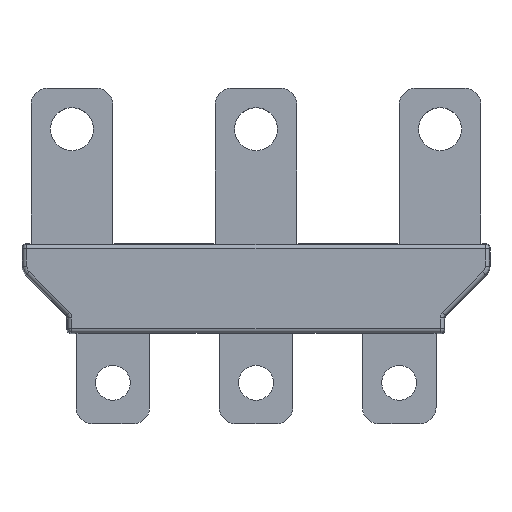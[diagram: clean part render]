
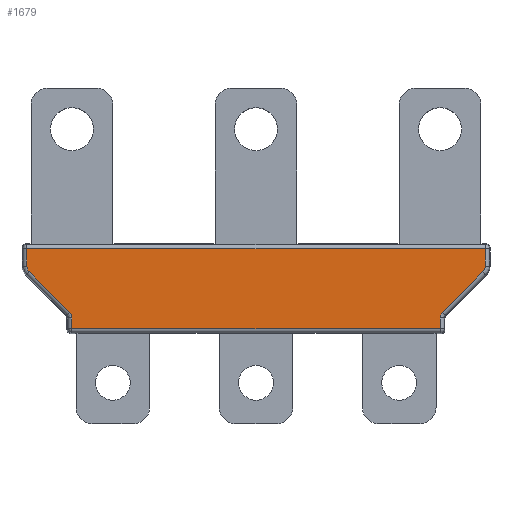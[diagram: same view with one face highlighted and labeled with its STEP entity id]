
A CAD part, top view. The second image highlights one B-rep face of the part: STEP entity #1679.
In plain terms, the highlighted planar face has unit normal (0, 0, 1).
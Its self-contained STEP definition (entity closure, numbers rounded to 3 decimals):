
#350=PLANE('',#6405);
#661=LINE('',#9058,#1183);
#789=LINE('',#9418,#1311);
#790=LINE('',#9419,#1312);
#791=LINE('',#9420,#1313);
#792=LINE('',#9421,#1314);
#793=LINE('',#9422,#1315);
#794=LINE('',#9423,#1316);
#795=LINE('',#9427,#1317);
#1183=VECTOR('',#7168,1.);
#1311=VECTOR('',#7476,1.);
#1312=VECTOR('',#7477,1.);
#1313=VECTOR('',#7478,1.);
#1314=VECTOR('',#7479,1.);
#1315=VECTOR('',#7480,1.);
#1316=VECTOR('',#7481,1.);
#1317=VECTOR('',#7484,1.);
#1679=ADVANCED_FACE('PLAN_FACE7',(#2014),#350,.T.);
#2014=FACE_OUTER_BOUND('',#2301,.T.);
#2301=EDGE_LOOP('',(#3140,#3141,#3142,#3143,#3144,#3145,#3146,#3147,#3148,
#3149,#3150,#3151));
#2535=ELLIPSE('',#6205,2.,2.);
#2540=ELLIPSE('',#6224,2.,2.);
#2541=ELLIPSE('',#6230,2.,2.);
#2598=ELLIPSE('',#6404,2.,2.);
#3140=ORIENTED_EDGE('',*,*,#5210,.T.);
#3141=ORIENTED_EDGE('',*,*,#5375,.T.);
#3142=ORIENTED_EDGE('',*,*,#5039,.T.);
#3143=ORIENTED_EDGE('',*,*,#5376,.T.);
#3144=ORIENTED_EDGE('',*,*,#5012,.T.);
#3145=ORIENTED_EDGE('',*,*,#5377,.T.);
#3146=ORIENTED_EDGE('',*,*,#5378,.T.);
#3147=ORIENTED_EDGE('',*,*,#5379,.T.);
#3148=ORIENTED_EDGE('',*,*,#5034,.T.);
#3149=ORIENTED_EDGE('',*,*,#5380,.T.);
#3150=ORIENTED_EDGE('',*,*,#5381,.T.);
#3151=ORIENTED_EDGE('',*,*,#5382,.T.);
#4365=VERTEX_POINT('',#8573);
#4366=VERTEX_POINT('',#8575);
#4378=VERTEX_POINT('',#8616);
#4383=VERTEX_POINT('',#8626);
#4384=VERTEX_POINT('',#8630);
#4385=VERTEX_POINT('',#8632);
#4387=VERTEX_POINT('',#8648);
#4390=VERTEX_POINT('',#8655);
#4391=VERTEX_POINT('',#8657);
#4540=VERTEX_POINT('',#9057);
#4635=VERTEX_POINT('',#9424);
#4636=VERTEX_POINT('',#9426);
#5012=EDGE_CURVE('',#4366,#4365,#2535,.T.);
#5034=EDGE_CURVE('',#4384,#4385,#2540,.T.);
#5039=EDGE_CURVE('',#4391,#4390,#2541,.T.);
#5210=EDGE_CURVE('',#4378,#4540,#661,.T.);
#5375=EDGE_CURVE('',#4540,#4391,#789,.T.);
#5376=EDGE_CURVE('',#4390,#4366,#790,.T.);
#5377=EDGE_CURVE('',#4365,#4383,#791,.T.);
#5378=EDGE_CURVE('',#4383,#4387,#792,.T.);
#5379=EDGE_CURVE('',#4387,#4384,#793,.T.);
#5380=EDGE_CURVE('',#4385,#4635,#794,.T.);
#5381=EDGE_CURVE('',#4635,#4636,#2598,.T.);
#5382=EDGE_CURVE('',#4636,#4378,#795,.T.);
#6205=AXIS2_PLACEMENT_3D('',#8574,#6822,#6823);
#6224=AXIS2_PLACEMENT_3D('',#8633,#6868,#6869);
#6230=AXIS2_PLACEMENT_3D('',#8656,#6880,#6881);
#6404=AXIS2_PLACEMENT_3D('',#9425,#7482,#7483);
#6405=AXIS2_PLACEMENT_3D('',#9428,#7485,#7486);
#6822=DIRECTION('',(0.,0.,1.));
#6823=DIRECTION('',(0.924,-0.383,0.));
#6868=DIRECTION('',(0.,0.,1.));
#6869=DIRECTION('',(-0.924,-0.383,0.));
#6880=DIRECTION('',(0.,0.,-1.));
#6881=DIRECTION('',(0.924,-0.383,0.));
#7168=DIRECTION('',(1.,0.,0.));
#7476=DIRECTION('',(0.,1.,0.));
#7477=DIRECTION('',(0.707,0.707,0.));
#7478=DIRECTION('',(0.,1.,0.));
#7479=DIRECTION('',(-1.,0.,0.));
#7480=DIRECTION('',(0.,-1.,0.));
#7481=DIRECTION('',(0.707,-0.707,0.));
#7482=DIRECTION('',(0.,0.,-1.));
#7483=DIRECTION('',(-0.924,-0.383,0.));
#7484=DIRECTION('',(0.,-1.,0.));
#7485=DIRECTION('',(0.,0.,1.));
#7486=DIRECTION('',(1.,0.,0.));
#8573=CARTESIAN_POINT('',(55.999,5.497,12.5));
#8574=CARTESIAN_POINT('',(53.999,5.498,12.5));
#8575=CARTESIAN_POINT('',(55.413,4.083,12.5));
#8616=CARTESIAN_POINT('',(-44.999,-9.799,12.5));
#8626=CARTESIAN_POINT('',(55.999,9.799,12.5));
#8630=CARTESIAN_POINT('',(-55.999,5.497,12.5));
#8632=CARTESIAN_POINT('',(-55.413,4.083,12.5));
#8633=CARTESIAN_POINT('',(-53.999,5.498,12.5));
#8648=CARTESIAN_POINT('',(-55.999,9.799,12.5));
#8655=CARTESIAN_POINT('',(45.585,-5.745,12.5));
#8656=CARTESIAN_POINT('',(46.999,-7.16,12.5));
#8657=CARTESIAN_POINT('',(44.999,-7.159,12.5));
#9057=CARTESIAN_POINT('',(44.999,-9.799,12.5));
#9058=CARTESIAN_POINT('',(-39.5,-9.799,12.5));
#9418=CARTESIAN_POINT('',(44.999,0.,12.5));
#9419=CARTESIAN_POINT('',(5.915,-45.415,12.5));
#9420=CARTESIAN_POINT('',(55.999,0.,12.5));
#9421=CARTESIAN_POINT('',(-39.5,9.799,12.5));
#9422=CARTESIAN_POINT('',(-55.999,0.,12.5));
#9423=CARTESIAN_POINT('',(-14.665,-36.665,12.5));
#9424=CARTESIAN_POINT('',(-45.585,-5.745,12.5));
#9425=CARTESIAN_POINT('',(-46.999,-7.16,12.5));
#9426=CARTESIAN_POINT('',(-44.999,-7.159,12.5));
#9427=CARTESIAN_POINT('',(-44.999,0.,12.5));
#9428=CARTESIAN_POINT('',(-39.5,0.,12.5));
